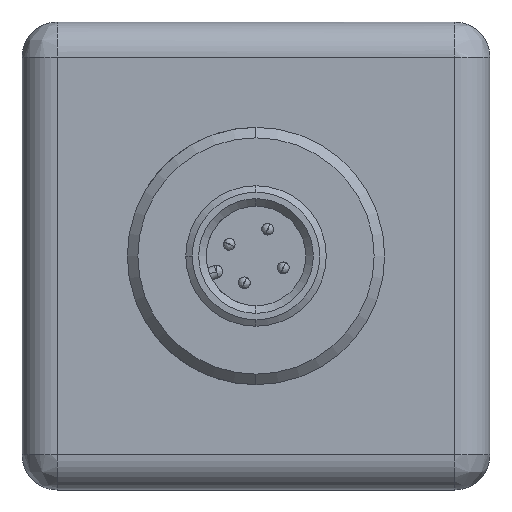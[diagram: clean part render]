
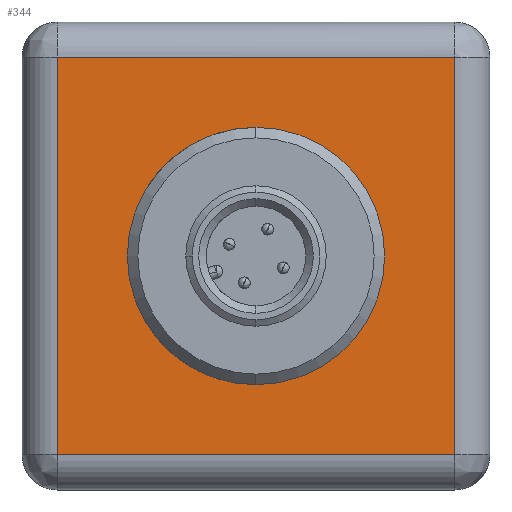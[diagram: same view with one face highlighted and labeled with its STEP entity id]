
A CAD part, left-side view. The second image highlights one B-rep face of the part: STEP entity #344.
In plain terms, the highlighted planar face has unit normal (-1, 0, 0).
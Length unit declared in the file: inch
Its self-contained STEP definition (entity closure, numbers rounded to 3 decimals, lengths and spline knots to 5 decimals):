
#15 = AXIS2_PLACEMENT_3D ( 'NONE', #3437, #5125, #3391 ) ;
#344 = ADVANCED_FACE ( 'NONE', ( #3727, #1958 ), #5343, .F. ) ;
#410 = EDGE_CURVE ( 'NONE', #3628, #5131, #5369, .T. ) ;
#480 = CARTESIAN_POINT ( 'NONE',  ( -1.10236, 0.2151, 0.11811 ) ) ;
#522 = ORIENTED_EDGE ( 'NONE', *, *, #410, .F. ) ;
#672 = CARTESIAN_POINT ( 'NONE',  ( -1.10236, 0.11811, 1.45669 ) ) ;
#688 = ORIENTED_EDGE ( 'NONE', *, *, #5338, .F. ) ;
#760 = CARTESIAN_POINT ( 'NONE',  ( -1.10236, 0.2151, 0.7874 ) ) ;
#855 = EDGE_CURVE ( 'NONE', #4581, #1867, #1797, .T. ) ;
#974 = EDGE_LOOP ( 'NONE', ( #2813, #688, #3027, #1583 ) ) ;
#1019 = LINE ( 'NONE', #480, #3046 ) ;
#1039 = CARTESIAN_POINT ( 'NONE',  ( -1.10236, 0.98425, 0.40166 ) ) ;
#1053 = VERTEX_POINT ( 'NONE', #2367 ) ;
#1084 = DIRECTION ( 'NONE',  ( -1., 0., 0. ) ) ;
#1089 = CARTESIAN_POINT ( 'NONE',  ( -1.10236, 0.7874, 1.22047 ) ) ;
#1092 = ORIENTED_EDGE ( 'NONE', *, *, #2703, .F. ) ;
#1162 = EDGE_CURVE ( 'NONE', #1053, #4581, #5243, .T. ) ;
#1173 = VECTOR ( 'NONE', #5314, 39.37008 ) ;
#1247 = CARTESIAN_POINT ( 'NONE',  ( -1.10236, 0.7874, 0.35433 ) ) ;
#1583 = ORIENTED_EDGE ( 'NONE', *, *, #1162, .F. ) ;
#1634 = DIRECTION ( 'NONE',  ( 0., 0., -1. ) ) ;
#1732 = DIRECTION ( 'NONE',  ( 0., 0., 1. ) ) ;
#1739 = DIRECTION ( 'NONE',  ( 0., 1., 0. ) ) ;
#1788 = VECTOR ( 'NONE', #4669, 39.37008 ) ;
#1797 = CIRCLE ( 'NONE', #2145, 0.43307 ) ;
#1858 = CARTESIAN_POINT ( 'NONE',  ( -1.10236, 0.98425, 0.7874 ) ) ;
#1867 = VERTEX_POINT ( 'NONE', #1247 ) ;
#1958 = FACE_BOUND ( 'NONE', #974, .T. ) ;
#2062 = VECTOR ( 'NONE', #1732, 39.37008 ) ;
#2123 = LINE ( 'NONE', #2971, #1788 ) ;
#2145 = AXIS2_PLACEMENT_3D ( 'NONE', #2423, #1084, #2756 ) ;
#2334 = CIRCLE ( 'NONE', #3823, 0.43307 ) ;
#2367 = CARTESIAN_POINT ( 'NONE',  ( -1.10236, 0.98425, 1.17315 ) ) ;
#2423 = CARTESIAN_POINT ( 'NONE',  ( -1.10236, 0.7874, 0.7874 ) ) ;
#2703 = EDGE_CURVE ( 'NONE', #5131, #3640, #1019, .T. ) ;
#2756 = DIRECTION ( 'NONE',  ( 0., 0., -1. ) ) ;
#2813 = ORIENTED_EDGE ( 'NONE', *, *, #4659, .F. ) ;
#2971 = CARTESIAN_POINT ( 'NONE',  ( -1.10236, 0.2151, 1.45669 ) ) ;
#3027 = ORIENTED_EDGE ( 'NONE', *, *, #855, .F. ) ;
#3045 = CARTESIAN_POINT ( 'NONE',  ( -1.10236, 1.45669, 0.7874 ) ) ;
#3046 = VECTOR ( 'NONE', #1739, 39.37008 ) ;
#3090 = VERTEX_POINT ( 'NONE', #3197 ) ;
#3149 = EDGE_CURVE ( 'NONE', #3090, #3628, #2123, .T. ) ;
#3197 = CARTESIAN_POINT ( 'NONE',  ( -1.10236, 1.45669, 1.45669 ) ) ;
#3292 = DIRECTION ( 'NONE',  ( 0., 0., -1. ) ) ;
#3391 = DIRECTION ( 'NONE',  ( 0., 0., -1. ) ) ;
#3437 = CARTESIAN_POINT ( 'NONE',  ( -1.10236, 0.7874, 0.7874 ) ) ;
#3492 = ORIENTED_EDGE ( 'NONE', *, *, #3149, .F. ) ;
#3579 = EDGE_CURVE ( 'NONE', #3640, #3090, #5172, .T. ) ;
#3628 = VERTEX_POINT ( 'NONE', #672 ) ;
#3640 = VERTEX_POINT ( 'NONE', #4117 ) ;
#3673 = CARTESIAN_POINT ( 'NONE',  ( -1.10236, 0.7874, 0.7874 ) ) ;
#3687 = VERTEX_POINT ( 'NONE', #1089 ) ;
#3714 = ORIENTED_EDGE ( 'NONE', *, *, #3579, .F. ) ;
#3726 = DIRECTION ( 'NONE',  ( -1., 0., 0. ) ) ;
#3727 = FACE_OUTER_BOUND ( 'NONE', #4139, .T. ) ;
#3823 = AXIS2_PLACEMENT_3D ( 'NONE', #3673, #3726, #3292 ) ;
#3913 = AXIS2_PLACEMENT_3D ( 'NONE', #760, #4145, #1634 ) ;
#4098 = VECTOR ( 'NONE', #5129, 39.37008 ) ;
#4117 = CARTESIAN_POINT ( 'NONE',  ( -1.10236, 1.45669, 0.11811 ) ) ;
#4139 = EDGE_LOOP ( 'NONE', ( #522, #3492, #3714, #1092 ) ) ;
#4145 = DIRECTION ( 'NONE',  ( 1., 0., 0. ) ) ;
#4581 = VERTEX_POINT ( 'NONE', #1039 ) ;
#4592 = CARTESIAN_POINT ( 'NONE',  ( -1.10236, 0.11811, 0.7874 ) ) ;
#4659 = EDGE_CURVE ( 'NONE', #3687, #1053, #2334, .T. ) ;
#4669 = DIRECTION ( 'NONE',  ( 0., -1., 0. ) ) ;
#4807 = CIRCLE ( 'NONE', #15, 0.43307 ) ;
#5125 = DIRECTION ( 'NONE',  ( -1., 0., 0. ) ) ;
#5129 = DIRECTION ( 'NONE',  ( 0., 0., -1. ) ) ;
#5131 = VERTEX_POINT ( 'NONE', #5385 ) ;
#5172 = LINE ( 'NONE', #3045, #2062 ) ;
#5243 = LINE ( 'NONE', #1858, #4098 ) ;
#5314 = DIRECTION ( 'NONE',  ( 0., 0., -1. ) ) ;
#5338 = EDGE_CURVE ( 'NONE', #1867, #3687, #4807, .T. ) ;
#5343 = PLANE ( 'NONE',  #3913 ) ;
#5369 = LINE ( 'NONE', #4592, #1173 ) ;
#5385 = CARTESIAN_POINT ( 'NONE',  ( -1.10236, 0.11811, 0.11811 ) ) ;
